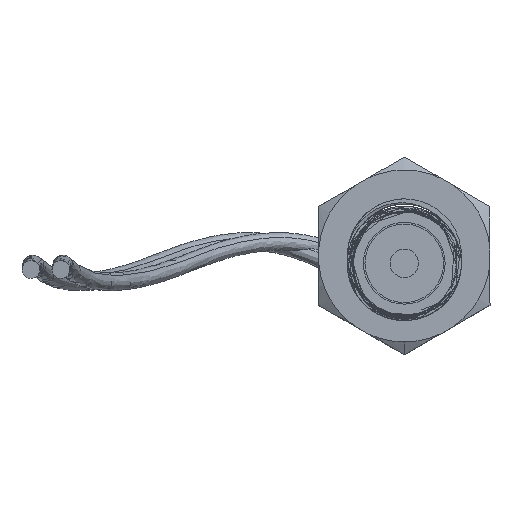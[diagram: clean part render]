
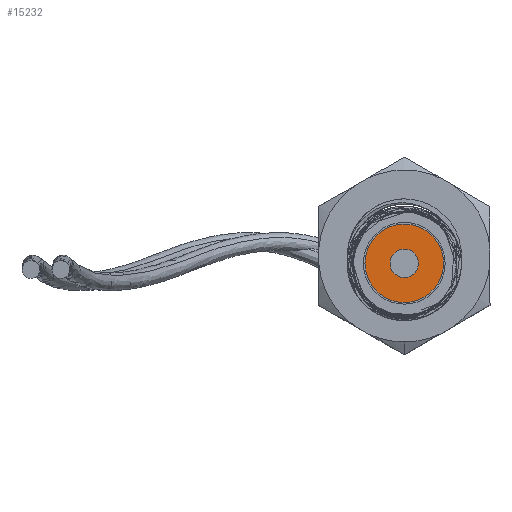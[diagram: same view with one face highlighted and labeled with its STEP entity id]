
A CAD part, top view. The second image highlights one B-rep face of the part: STEP entity #15232.
In plain terms, the highlighted face is planar.
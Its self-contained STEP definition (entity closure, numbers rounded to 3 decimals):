
#572 = ORIENTED_EDGE ( 'NONE', *, *, #14518, .T. ) ;
#922 = DIRECTION ( 'NONE',  ( 0., 0., 1. ) ) ;
#1510 = CARTESIAN_POINT ( 'NONE',  ( 0., 63.5, 0. ) ) ;
#2107 = CIRCLE ( 'NONE', #8675, 6.552 ) ;
#2601 = CARTESIAN_POINT ( 'NONE',  ( 0., 63.5, -6.552 ) ) ;
#2607 = CARTESIAN_POINT ( 'NONE',  ( 0., 63.5, 0. ) ) ;
#3832 = ORIENTED_EDGE ( 'NONE', *, *, #10648, .F. ) ;
#3947 = DIRECTION ( 'NONE',  ( 0., 0., 1. ) ) ;
#4602 = EDGE_CURVE ( 'NONE', #13685, #14879, #21885, .T. ) ;
#6597 = DIRECTION ( 'NONE',  ( 0., 1., 0. ) ) ;
#6647 = CIRCLE ( 'NONE', #8696, 2.375 ) ;
#6723 = CARTESIAN_POINT ( 'NONE',  ( 0., 63.5, 0. ) ) ;
#7482 = AXIS2_PLACEMENT_3D ( 'NONE', #21592, #17224, #3947 ) ;
#8675 = AXIS2_PLACEMENT_3D ( 'NONE', #6723, #24237, #922 ) ;
#8696 = AXIS2_PLACEMENT_3D ( 'NONE', #1510, #20571, #24564 ) ;
#10200 = VERTEX_POINT ( 'NONE', #2601 ) ;
#10335 = DIRECTION ( 'NONE',  ( 0., 0., 1. ) ) ;
#10648 = EDGE_CURVE ( 'NONE', #14879, #13685, #6647, .T. ) ;
#11662 = FACE_BOUND ( 'NONE', #17613, .T. ) ;
#11983 = AXIS2_PLACEMENT_3D ( 'NONE', #13126, #15053, #18915 ) ;
#13126 = CARTESIAN_POINT ( 'NONE',  ( 0., 63.5, 0. ) ) ;
#13685 = VERTEX_POINT ( 'NONE', #13730 ) ;
#13730 = CARTESIAN_POINT ( 'NONE',  ( 0., 63.5, -2.375 ) ) ;
#14518 = EDGE_CURVE ( 'NONE', #20615, #10200, #2107, .T. ) ;
#14586 = EDGE_CURVE ( 'NONE', #10200, #20615, #21426, .T. ) ;
#14796 = FACE_OUTER_BOUND ( 'NONE', #25248, .T. ) ;
#14879 = VERTEX_POINT ( 'NONE', #20494 ) ;
#15053 = DIRECTION ( 'NONE',  ( 0., 1., 0. ) ) ;
#15232 = ADVANCED_FACE ( 'NONE', ( #11662, #14796 ), #20975, .T. ) ;
#17224 = DIRECTION ( 'NONE',  ( 0., 1., 0. ) ) ;
#17613 = EDGE_LOOP ( 'NONE', ( #18648, #3832 ) ) ;
#18648 = ORIENTED_EDGE ( 'NONE', *, *, #4602, .F. ) ;
#18915 = DIRECTION ( 'NONE',  ( 0., 0., 1. ) ) ;
#20494 = CARTESIAN_POINT ( 'NONE',  ( 0., 63.5, 2.375 ) ) ;
#20571 = DIRECTION ( 'NONE',  ( 0., 1., 0. ) ) ;
#20615 = VERTEX_POINT ( 'NONE', #23934 ) ;
#20975 = PLANE ( 'NONE',  #11983 ) ;
#21426 = CIRCLE ( 'NONE', #24310, 6.552 ) ;
#21592 = CARTESIAN_POINT ( 'NONE',  ( 0., 63.5, 0. ) ) ;
#21885 = CIRCLE ( 'NONE', #7482, 2.375 ) ;
#23282 = ORIENTED_EDGE ( 'NONE', *, *, #14586, .T. ) ;
#23934 = CARTESIAN_POINT ( 'NONE',  ( 0., 63.5, 6.552 ) ) ;
#24237 = DIRECTION ( 'NONE',  ( 0., 1., 0. ) ) ;
#24310 = AXIS2_PLACEMENT_3D ( 'NONE', #2607, #6597, #10335 ) ;
#24564 = DIRECTION ( 'NONE',  ( 0., 0., 1. ) ) ;
#25248 = EDGE_LOOP ( 'NONE', ( #572, #23282 ) ) ;
